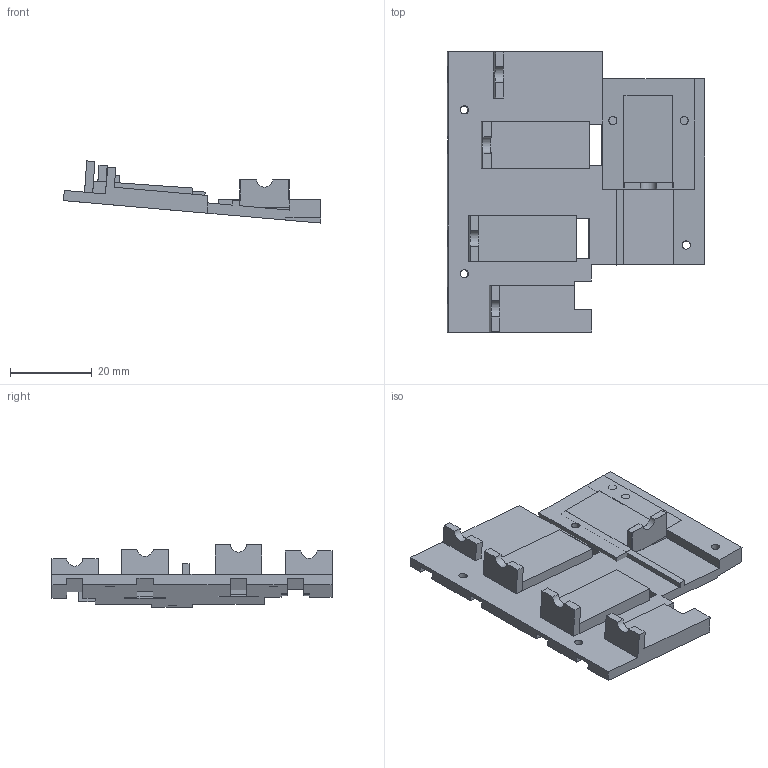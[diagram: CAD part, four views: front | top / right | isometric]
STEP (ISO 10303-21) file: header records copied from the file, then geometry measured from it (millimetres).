
FILE_DESCRIPTION(/* description */ (''),/* implementation_level */ '2;1');
FILE_NAME(/* name */ 'Board_Mount.step',/* time_stamp */ '2019-01-12T21:50:29+01:00',/* author */ (''),/* organization */ (''),/* preprocessor_version */ 'ST-DEVELOPER v17.2',/* originating_system */ 'Autodesk Translation Framework v7.6.0.251',/* authorisation */ '');
FILE_SCHEMA (('AUTOMOTIVE_DESIGN { 1 0 10303 214 3 1 1 }'));
Length unit declared in the file: millimetre
Products named in the file (1): Board_Halter
Bounding box: 62.83 x 68.4 x 15.18 mm (x, y, z)
Volume: 13205.7 mm3; surface area: 11586.9 mm2
Topology: 2 solids, 2 shells, 150 faces, 421 edges, 276 vertices
Faces by surface type: plane 135, cylinder 15
Full cylindrical faces by diameter (mm): 2 x7, 4 x2
Entity records: 4811 total; most frequent: CARTESIAN_POINT 848, ORIENTED_EDGE 842, DIRECTION 753, EDGE_CURVE 421, LINE 391, VECTOR 391, VERTEX_POINT 276, AXIS2_PLACEMENT_3D 181
